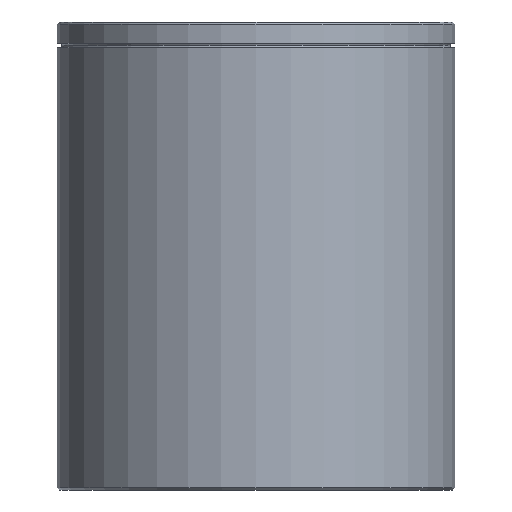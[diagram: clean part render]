
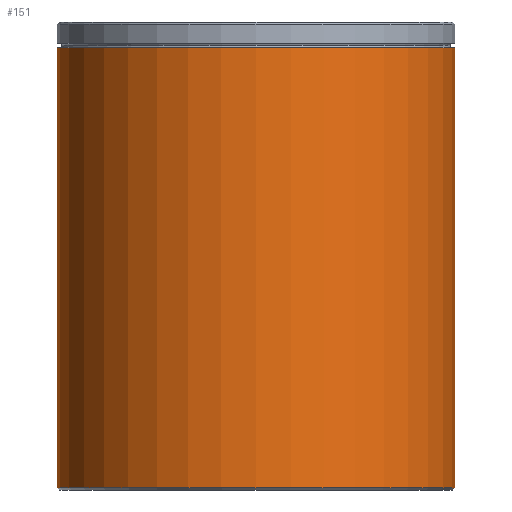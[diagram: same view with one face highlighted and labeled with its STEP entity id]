
A CAD part, front view. The second image highlights one B-rep face of the part: STEP entity #151.
In plain terms, the highlighted cylindrical face has radius 42.5 mm (diameter 85 mm), a partial arc.
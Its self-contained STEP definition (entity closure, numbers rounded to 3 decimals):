
#16 = CYLINDRICAL_SURFACE ( 'NONE', #45, 42.5 ) ;
#21 = DIRECTION ( 'NONE',  ( 1., 0., 0. ) ) ;
#35 = DIRECTION ( 'NONE',  ( 0., 0., 1. ) ) ;
#40 = ORIENTED_EDGE ( 'NONE', *, *, #506, .F. ) ;
#45 = AXIS2_PLACEMENT_3D ( 'NONE', #363, #35, #21 ) ;
#50 = VERTEX_POINT ( 'NONE', #197 ) ;
#55 = VECTOR ( 'NONE', #412, 1000. ) ;
#63 = EDGE_CURVE ( 'NONE', #50, #294, #501, .T. ) ;
#102 = FACE_OUTER_BOUND ( 'NONE', #405, .T. ) ;
#108 = DIRECTION ( 'NONE',  ( -1., 0., 0. ) ) ;
#119 = CARTESIAN_POINT ( 'NONE',  ( 42.5, 0., -5.5 ) ) ;
#142 = CARTESIAN_POINT ( 'NONE',  ( -42.5, 0., 0. ) ) ;
#151 = ADVANCED_FACE ( 'NONE', ( #102 ), #16, .T. ) ;
#168 = CARTESIAN_POINT ( 'NONE',  ( 0., 0., -99.5 ) ) ;
#177 = CIRCLE ( 'NONE', #247, 42.5 ) ;
#197 = CARTESIAN_POINT ( 'NONE',  ( 42.5, 0., -99.5 ) ) ;
#205 = ORIENTED_EDGE ( 'NONE', *, *, #558, .F. ) ;
#217 = CARTESIAN_POINT ( 'NONE',  ( -42.5, 0., -99.5 ) ) ;
#238 = EDGE_CURVE ( 'NONE', #303, #50, #318, .T. ) ;
#247 = AXIS2_PLACEMENT_3D ( 'NONE', #375, #551, #416 ) ;
#285 = CARTESIAN_POINT ( 'NONE',  ( 42.5, 0., 0. ) ) ;
#286 = DIRECTION ( 'NONE',  ( 0., 0., 1. ) ) ;
#294 = VERTEX_POINT ( 'NONE', #119 ) ;
#303 = VERTEX_POINT ( 'NONE', #217 ) ;
#313 = DIRECTION ( 'NONE',  ( 0., 0., 1. ) ) ;
#318 = CIRCLE ( 'NONE', #321, 42.5 ) ;
#321 = AXIS2_PLACEMENT_3D ( 'NONE', #168, #286, #108 ) ;
#339 = VERTEX_POINT ( 'NONE', #490 ) ;
#363 = CARTESIAN_POINT ( 'NONE',  ( 0., 0., 0. ) ) ;
#375 = CARTESIAN_POINT ( 'NONE',  ( 0., 0., -5.5 ) ) ;
#387 = ORIENTED_EDGE ( 'NONE', *, *, #238, .T. ) ;
#405 = EDGE_LOOP ( 'NONE', ( #40, #387, #483, #205 ) ) ;
#412 = DIRECTION ( 'NONE',  ( 0., 0., 1. ) ) ;
#416 = DIRECTION ( 'NONE',  ( 1., 0., 0. ) ) ;
#483 = ORIENTED_EDGE ( 'NONE', *, *, #63, .T. ) ;
#490 = CARTESIAN_POINT ( 'NONE',  ( -42.5, 0., -5.5 ) ) ;
#501 = LINE ( 'NONE', #285, #55 ) ;
#506 = EDGE_CURVE ( 'NONE', #303, #339, #535, .T. ) ;
#535 = LINE ( 'NONE', #142, #546 ) ;
#546 = VECTOR ( 'NONE', #313, 1000. ) ;
#551 = DIRECTION ( 'NONE',  ( 0., 0., 1. ) ) ;
#558 = EDGE_CURVE ( 'NONE', #339, #294, #177, .T. ) ;
